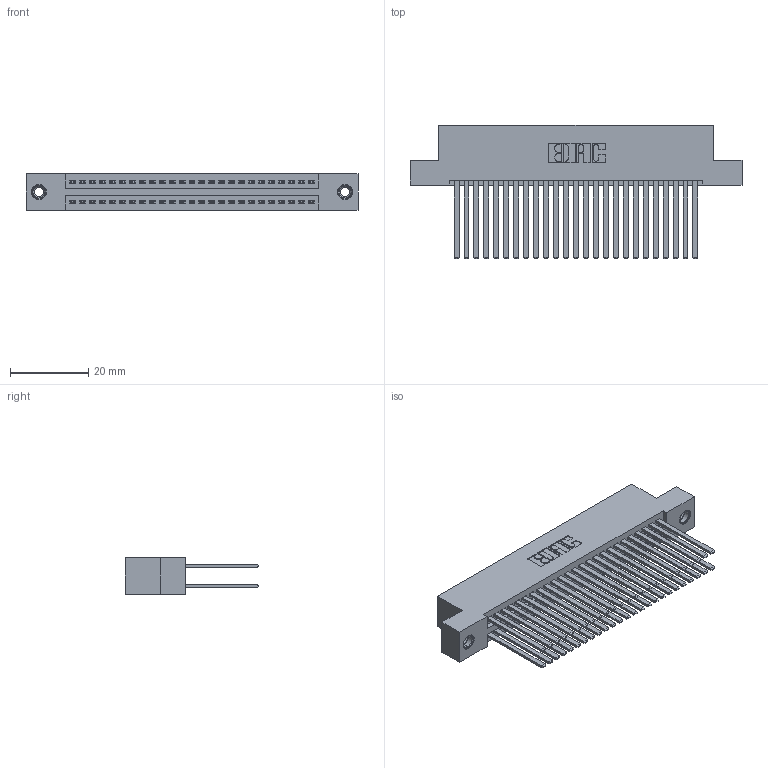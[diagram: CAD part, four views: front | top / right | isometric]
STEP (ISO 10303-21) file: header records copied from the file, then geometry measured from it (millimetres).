
FILE_DESCRIPTION (( 'STEP AP203' ), '1' );
FILE_NAME ('395-050-544-208.STEP', '2019-10-19T13:46:52', ( '' ), ( '' ), 'SwSTEP 2.0', 'SolidWorks 2016', '' );
FILE_SCHEMA (( 'CONFIG_CONTROL_DESIGN' ));
Length unit declared in the file: inch
Products named in the file (4): 345 Part_Flush Mounting Lugs - 0.156 Dia-TI; 345-292-001_345-293-144; 345-250-001_345-250-003-102; 395-050-544-208
Assembly tree (53 placements, depth 2):
  395-050-544-208
    345 Part_Flush Mounting Lugs - 0.156 Dia-TI
    345-292-001_345-293-144  x50
    345-250-001_345-250-003-102  x2
Bounding box: 84.71 x 33.96 x 9.4 mm (x, y, z)
Volume: 8765.3 mm3; surface area: 14695.1 mm2
Topology: 53 solids, 53 shells, 2386 faces, 7027 edges, 4610 vertices
Faces by surface type: plane 1562, cylinder 808, cone 12, torus 4
Entity records: 22906 total; most frequent: CARTESIAN_POINT 3835, ORIENTED_EDGE 3762, DIRECTION 3427, EDGE_CURVE 1881, LINE 1633, VECTOR 1633, VERTEX_POINT 1248, AXIS2_PLACEMENT_3D 897
